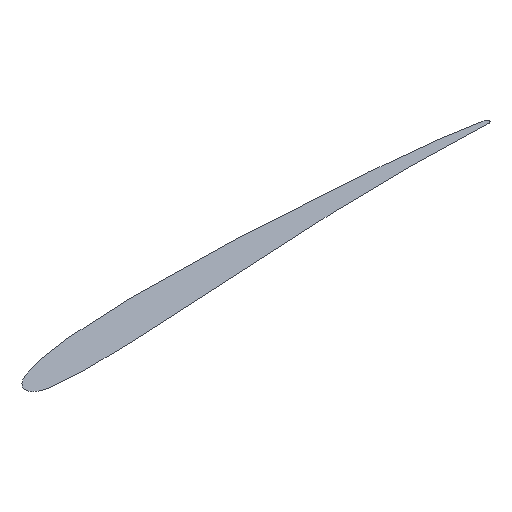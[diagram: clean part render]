
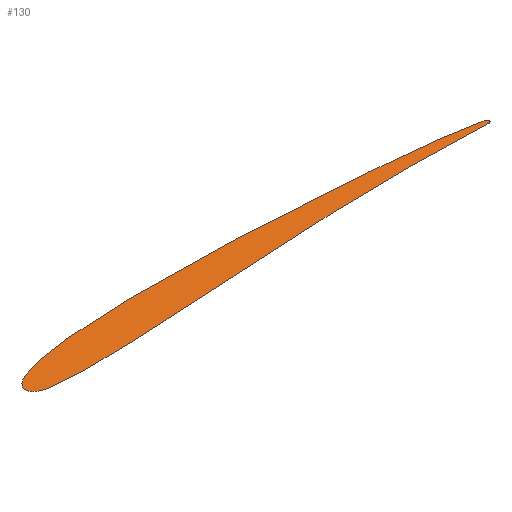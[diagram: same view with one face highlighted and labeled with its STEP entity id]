
A CAD part, isometric view. The second image highlights one B-rep face of the part: STEP entity #130.
In plain terms, the highlighted planar face has unit normal (0, 0, 1).
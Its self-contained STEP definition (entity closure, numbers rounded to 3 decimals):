
#3 = CARTESIAN_POINT ( 'NONE',  ( 0., -0.017, 0. ) ) ;
#6 = CARTESIAN_POINT ( 'NONE',  ( 0.2, 0.09, 0. ) ) ;
#14 = CARTESIAN_POINT ( 'NONE',  ( 0., 0.009, 0. ) ) ;
#18 = CARTESIAN_POINT ( 'NONE',  ( 0.01, -0.003, 0. ) ) ;
#28 = CARTESIAN_POINT ( 'NONE',  ( 0.16, -0.048, 0. ) ) ;
#35 = CARTESIAN_POINT ( 'NONE',  ( 0.04, 0.025, 0. ) ) ;
#45 = CARTESIAN_POINT ( 'NONE',  ( 0.04, 0.025, 0. ) ) ;
#47 = CARTESIAN_POINT ( 'NONE',  ( 0.99, -0.005, 0. ) ) ;
#56 = CARTESIAN_POINT ( 'NONE',  ( 0.04, 0.025, 0. ) ) ;
#59 = CARTESIAN_POINT ( 'NONE',  ( 0.99, 0.005, 0. ) ) ;
#60 = CARTESIAN_POINT ( 'NONE',  ( 0.59, 0.016, 0. ) ) ;
#64 = CARTESIAN_POINT ( 'NONE',  ( 0.99, -0.005, 0. ) ) ;
#76 = CARTESIAN_POINT ( 'NONE',  ( 0.04, -0.025, 0. ) ) ;
#80 = CARTESIAN_POINT ( 'NONE',  ( 1., -0.006, 0. ) ) ;
#81 = CARTESIAN_POINT ( 'NONE',  ( 1., 0.002, 0. ) ) ;
#87 = CARTESIAN_POINT ( 'NONE',  ( 0.89, 0.032, 0. ) ) ;
#90 = CARTESIAN_POINT ( 'NONE',  ( 0.99, 0.005, 0. ) ) ;
#91 = CARTESIAN_POINT ( 'NONE',  ( 0.99, -0.005, 0. ) ) ;
#100 = CARTESIAN_POINT ( 'NONE',  ( 0.04, -0.025, 0. ) ) ;
#109 = CARTESIAN_POINT ( 'NONE',  ( 0.04, -0.025, 0. ) ) ;
#126 = CARTESIAN_POINT ( 'NONE',  ( 0.99, 0.005, 0. ) ) ;
#48 = DIRECTION ( 'NONE',  ( -1., 0., 0. ) ) ;
#67 = DIRECTION ( 'NONE',  ( 0., 0., -1. ) ) ;
#23 = VERTEX_POINT ( 'NONE', #91 ) ;
#86 = VERTEX_POINT ( 'NONE', #76 ) ;
#97 = VERTEX_POINT ( 'NONE', #59 ) ;
#114 = VERTEX_POINT ( 'NONE', #56 ) ;
#2 = EDGE_CURVE ( 'NONE', #97, #23, #32, .T. ) ;
#16 = EDGE_CURVE ( 'NONE', #114, #97, #118, .T. ) ;
#78 = EDGE_CURVE ( 'NONE', #114, #86, #93, .T. ) ;
#103 = EDGE_CURVE ( 'NONE', #86, #23, #69, .T. ) ;
#63 = EDGE_LOOP ( 'NONE', ( #54, #1, #133, #113 ) ) ;
#1 = ORIENTED_EDGE ( 'NONE', *, *, #103, .T. ) ;
#54 = ORIENTED_EDGE ( 'NONE', *, *, #78, .T. ) ;
#113 = ORIENTED_EDGE ( 'NONE', *, *, #16, .F. ) ;
#133 = ORIENTED_EDGE ( 'NONE', *, *, #2, .F. ) ;
#32 = B_SPLINE_CURVE_WITH_KNOTS ( 'NONE', 3,
 ( #126, #81, #80, #64 ),
 .UNSPECIFIED., .F., .F.,
 ( 4, 4 ),
 ( 0., 1. ),
 .UNSPECIFIED. ) ;
#69 = B_SPLINE_CURVE_WITH_KNOTS ( 'NONE', 3,
 ( #100, #28, #60, #47 ),
 .UNSPECIFIED., .F., .F.,
 ( 4, 4 ),
 ( 0., 1. ),
 .UNSPECIFIED. ) ;
#93 = B_SPLINE_CURVE_WITH_KNOTS ( 'NONE', 3,
 ( #45, #14, #3, #109 ),
 .UNSPECIFIED., .F., .F.,
 ( 4, 4 ),
 ( 0., 1. ),
 .UNSPECIFIED. ) ;
#118 = B_SPLINE_CURVE_WITH_KNOTS ( 'NONE', 3,
 ( #35, #6, #87, #90 ),
 .UNSPECIFIED., .F., .F.,
 ( 4, 4 ),
 ( 0., 1. ),
 .UNSPECIFIED. ) ;
#127 = AXIS2_PLACEMENT_3D ( 'NONE', #18, #67, #48 ) ;
#123 = PLANE ( 'NONE',  #127 ) ;
#44 = FACE_OUTER_BOUND ( 'NONE', #63, .T. ) ;
#130 = ADVANCED_FACE ( 'NONE', ( #44 ), #123, .F. ) ;
